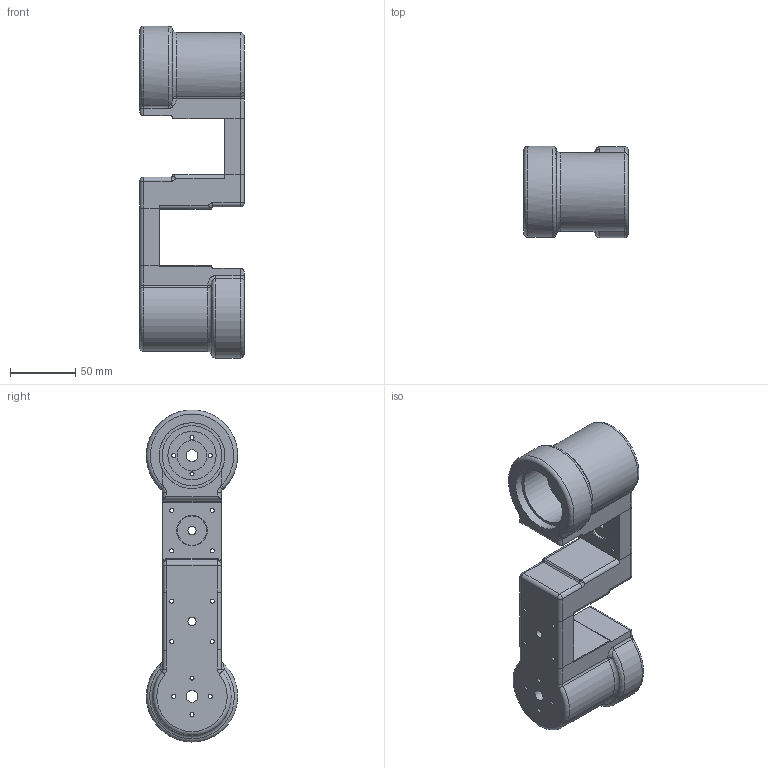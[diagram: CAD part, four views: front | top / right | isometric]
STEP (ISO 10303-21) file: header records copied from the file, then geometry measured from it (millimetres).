
FILE_DESCRIPTION(/* description */ (''),/* implementation_level */ '2;1');
FILE_NAME(/* name */ '大臂.step',/* time_stamp */ '2022-05-07T20:39:33+08:00',/* author */ (''),/* organization */ (''),/* preprocessor_version */ 'ST-DEVELOPER v18.1',/* originating_system */ 'Autodesk Translation Framework v10.14.0.1471',/* authorisation */ '');
FILE_SCHEMA (('AUTOMOTIVE_DESIGN { 1 0 10303 214 3 1 1 }'));
Length unit declared in the file: millimetre
Products named in the file (1): 大臂
Bounding box: 80 x 69.98 x 254.58 mm (x, y, z)
Volume: 502323.8 mm3; surface area: 90659.9 mm2
Topology: 1 solids, 1 shells, 169 faces, 396 edges, 234 vertices
Faces by surface type: cylinder 86, plane 38, torus 23, bspline 14, sphere 8
Full cylindrical faces by diameter (mm): 3.1 x24, 6.2 x2, 9 x2, 22.5 x2, 23 x4, 37 x2, 46 x2, 50.5 x2
Entity records: 5503 total; most frequent: CARTESIAN_POINT 1474, DIRECTION 889, ORIENTED_EDGE 784, EDGE_CURVE 392, AXIS2_PLACEMENT_3D 365, VERTEX_POINT 234, EDGE_LOOP 218, CIRCLE 205
